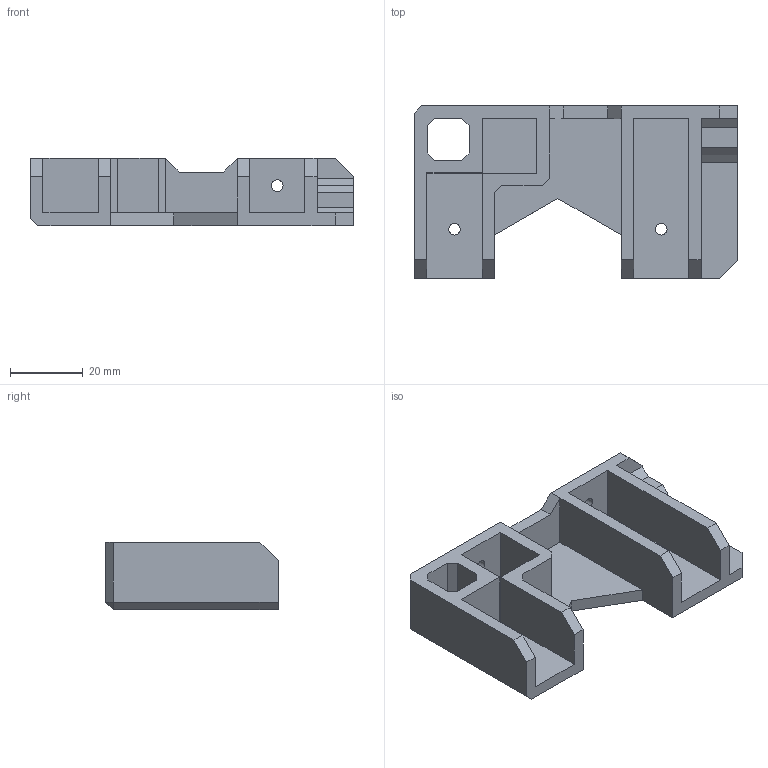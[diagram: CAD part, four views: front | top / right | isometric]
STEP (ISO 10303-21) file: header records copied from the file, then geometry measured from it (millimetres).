
FILE_DESCRIPTION(('FreeCAD Model'),'2;1');
FILE_NAME('Open CASCADE Shape Model','2021-12-23T23:46:00',('Author'),( ''),'Open CASCADE STEP processor 7.5','FreeCAD','Unknown');
FILE_SCHEMA(('AUTOMOTIVE_DESIGN { 1 0 10303 214 1 1 1 1 }'));
Length unit declared in the file: millimetre
Products named in the file (1): foot-L (Mirror #1)
Bounding box: 89 x 47.5 x 18.5 mm (x, y, z)
Volume: 28153.5 mm3; surface area: 16848.7 mm2
Topology: 1 solids, 1 shells, 64 faces, 179 edges, 117 vertices
Faces by surface type: plane 60, cylinder 4
Full cylindrical faces by diameter (mm): 3.2 x4
Entity records: 4396 total; most frequent: CARTESIAN_POINT 743, DIRECTION 671, LINE 521, VECTOR 521, ORIENTED_EDGE 358, PCURVE 358, DEFINITIONAL_REPRESENTATION 358, EDGE_CURVE 179
